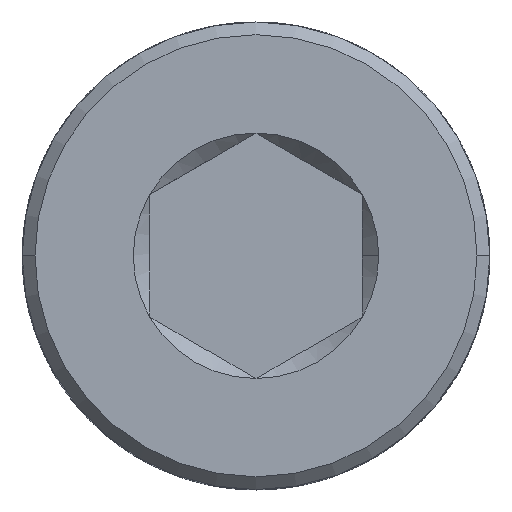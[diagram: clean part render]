
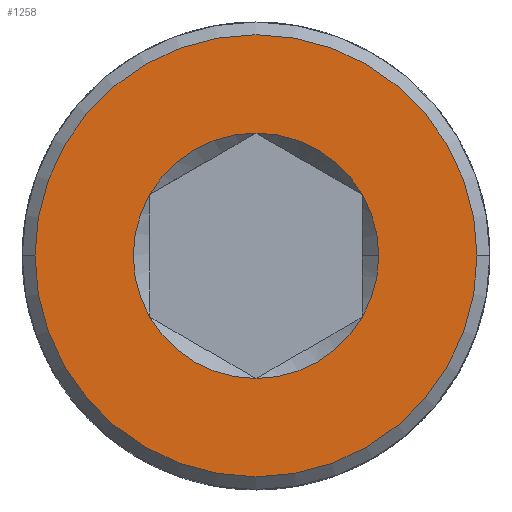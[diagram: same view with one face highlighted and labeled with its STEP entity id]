
A CAD part, top view. The second image highlights one B-rep face of the part: STEP entity #1258.
In plain terms, the highlighted planar face has unit normal (0, 0, 1).
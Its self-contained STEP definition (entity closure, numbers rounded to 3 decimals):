
#21 = VERTEX_POINT ( 'NONE', #8630 ) ;
#34 = CARTESIAN_POINT ( 'NONE',  ( 1.443, 0., 3.5 ) ) ;
#114 = CIRCLE ( 'NONE', #7317, 1.443 ) ;
#154 = DIRECTION ( 'NONE',  ( 0., 0., -1. ) ) ;
#164 = CARTESIAN_POINT ( 'NONE',  ( 0., 0., 3.5 ) ) ;
#615 = CIRCLE ( 'NONE', #9667, 1.443 ) ;
#720 = AXIS2_PLACEMENT_3D ( 'NONE', #6024, #7588, #6074 ) ;
#797 = CIRCLE ( 'NONE', #8941, 1.443 ) ;
#831 = CIRCLE ( 'NONE', #7308, 1.443 ) ;
#1041 = ORIENTED_EDGE ( 'NONE', *, *, #1145, .F. ) ;
#1145 = EDGE_CURVE ( 'NONE', #4273, #6768, #8643, .T. ) ;
#1189 = DIRECTION ( 'NONE',  ( 0., 0., -1. ) ) ;
#1247 = ORIENTED_EDGE ( 'NONE', *, *, #9104, .F. ) ;
#1248 = DIRECTION ( 'NONE',  ( 1., 0., 0. ) ) ;
#1258 = ADVANCED_FACE ( 'NONE', ( #1569, #5099 ), #9383, .T. ) ;
#1465 = ORIENTED_EDGE ( 'NONE', *, *, #8909, .F. ) ;
#1569 = FACE_BOUND ( 'NONE', #4224, .T. ) ;
#1993 = DIRECTION ( 'NONE',  ( 0., 0., 1. ) ) ;
#2251 = EDGE_CURVE ( 'NONE', #2612, #7959, #831, .T. ) ;
#2400 = CARTESIAN_POINT ( 'NONE',  ( 0., 1.443, 3.5 ) ) ;
#2518 = DIRECTION ( 'NONE',  ( 1., 0., 0. ) ) ;
#2612 = VERTEX_POINT ( 'NONE', #5339 ) ;
#2688 = DIRECTION ( 'NONE',  ( 0., 0., 1. ) ) ;
#3009 = ORIENTED_EDGE ( 'NONE', *, *, #9470, .F. ) ;
#3302 = DIRECTION ( 'NONE',  ( 1., 0., 0. ) ) ;
#3348 = DIRECTION ( 'NONE',  ( 0., 0., 1. ) ) ;
#3478 = EDGE_LOOP ( 'NONE', ( #7924, #1041 ) ) ;
#3662 = DIRECTION ( 'NONE',  ( 1., 0., 0. ) ) ;
#3671 = DIRECTION ( 'NONE',  ( -1., 0., 0. ) ) ;
#3731 = CARTESIAN_POINT ( 'NONE',  ( 0., 0., 3.5 ) ) ;
#3863 = EDGE_CURVE ( 'NONE', #6768, #4273, #7484, .T. ) ;
#3895 = ORIENTED_EDGE ( 'NONE', *, *, #5077, .F. ) ;
#4057 = CARTESIAN_POINT ( 'NONE',  ( 0., 0., 3.5 ) ) ;
#4224 = EDGE_LOOP ( 'NONE', ( #3895, #1247, #5556, #7077, #3009, #6580, #1465 ) ) ;
#4273 = VERTEX_POINT ( 'NONE', #8120 ) ;
#4575 = AXIS2_PLACEMENT_3D ( 'NONE', #3731, #1189, #6401 ) ;
#4982 = CARTESIAN_POINT ( 'NONE',  ( 1.25, -0.722, 3.5 ) ) ;
#5048 = CIRCLE ( 'NONE', #5975, 1.443 ) ;
#5057 = CARTESIAN_POINT ( 'NONE',  ( -1.25, 0.722, 3.5 ) ) ;
#5077 = EDGE_CURVE ( 'NONE', #6845, #8709, #5048, .T. ) ;
#5099 = FACE_OUTER_BOUND ( 'NONE', #3478, .T. ) ;
#5339 = CARTESIAN_POINT ( 'NONE',  ( 0., -1.443, 3.5 ) ) ;
#5556 = ORIENTED_EDGE ( 'NONE', *, *, #7638, .F. ) ;
#5798 = DIRECTION ( 'NONE',  ( 1., 0., 0. ) ) ;
#5975 = AXIS2_PLACEMENT_3D ( 'NONE', #4057, #6669, #5798 ) ;
#6024 = CARTESIAN_POINT ( 'NONE',  ( 0., 2.6, 3.5 ) ) ;
#6074 = DIRECTION ( 'NONE',  ( 1., 0., 0. ) ) ;
#6164 = AXIS2_PLACEMENT_3D ( 'NONE', #10364, #3348, #6877 ) ;
#6219 = DIRECTION ( 'NONE',  ( 1., 0., 0. ) ) ;
#6318 = CARTESIAN_POINT ( 'NONE',  ( 0., 0., 3.5 ) ) ;
#6401 = DIRECTION ( 'NONE',  ( -1., 0., 0. ) ) ;
#6567 = EDGE_CURVE ( 'NONE', #9797, #21, #114, .T. ) ;
#6580 = ORIENTED_EDGE ( 'NONE', *, *, #6567, .F. ) ;
#6669 = DIRECTION ( 'NONE',  ( 0., 0., 1. ) ) ;
#6768 = VERTEX_POINT ( 'NONE', #7982 ) ;
#6845 = VERTEX_POINT ( 'NONE', #6875 ) ;
#6875 = CARTESIAN_POINT ( 'NONE',  ( 1.25, 0.722, 3.5 ) ) ;
#6877 = DIRECTION ( 'NONE',  ( 1., 0., 0. ) ) ;
#7077 = ORIENTED_EDGE ( 'NONE', *, *, #2251, .F. ) ;
#7308 = AXIS2_PLACEMENT_3D ( 'NONE', #164, #10754, #1248 ) ;
#7317 = AXIS2_PLACEMENT_3D ( 'NONE', #6318, #1993, #3662 ) ;
#7468 = CIRCLE ( 'NONE', #6164, 1.443 ) ;
#7484 = CIRCLE ( 'NONE', #8789, 2.6 ) ;
#7588 = DIRECTION ( 'NONE',  ( 0., 0., 1. ) ) ;
#7638 = EDGE_CURVE ( 'NONE', #7959, #9925, #615, .T. ) ;
#7924 = ORIENTED_EDGE ( 'NONE', *, *, #3863, .F. ) ;
#7956 = CARTESIAN_POINT ( 'NONE',  ( 0., 0., 3.5 ) ) ;
#7959 = VERTEX_POINT ( 'NONE', #4982 ) ;
#7982 = CARTESIAN_POINT ( 'NONE',  ( -2.6, 0., 3.5 ) ) ;
#8120 = CARTESIAN_POINT ( 'NONE',  ( 2.6, 0., 3.5 ) ) ;
#8630 = CARTESIAN_POINT ( 'NONE',  ( -1.25, -0.722, 3.5 ) ) ;
#8643 = CIRCLE ( 'NONE', #4575, 2.6 ) ;
#8709 = VERTEX_POINT ( 'NONE', #2400 ) ;
#8789 = AXIS2_PLACEMENT_3D ( 'NONE', #7956, #154, #3671 ) ;
#8909 = EDGE_CURVE ( 'NONE', #8709, #9797, #10801, .T. ) ;
#8941 = AXIS2_PLACEMENT_3D ( 'NONE', #10501, #11263, #3302 ) ;
#9104 = EDGE_CURVE ( 'NONE', #9925, #6845, #797, .T. ) ;
#9383 = PLANE ( 'NONE',  #720 ) ;
#9470 = EDGE_CURVE ( 'NONE', #21, #2612, #7468, .T. ) ;
#9522 = CARTESIAN_POINT ( 'NONE',  ( 0., 0., 3.5 ) ) ;
#9667 = AXIS2_PLACEMENT_3D ( 'NONE', #9522, #10392, #2518 ) ;
#9797 = VERTEX_POINT ( 'NONE', #5057 ) ;
#9858 = AXIS2_PLACEMENT_3D ( 'NONE', #10630, #2688, #6219 ) ;
#9925 = VERTEX_POINT ( 'NONE', #34 ) ;
#10364 = CARTESIAN_POINT ( 'NONE',  ( 0., 0., 3.5 ) ) ;
#10392 = DIRECTION ( 'NONE',  ( 0., 0., 1. ) ) ;
#10501 = CARTESIAN_POINT ( 'NONE',  ( 0., 0., 3.5 ) ) ;
#10630 = CARTESIAN_POINT ( 'NONE',  ( 0., 0., 3.5 ) ) ;
#10754 = DIRECTION ( 'NONE',  ( 0., 0., 1. ) ) ;
#10801 = CIRCLE ( 'NONE', #9858, 1.443 ) ;
#11263 = DIRECTION ( 'NONE',  ( 0., 0., 1. ) ) ;
